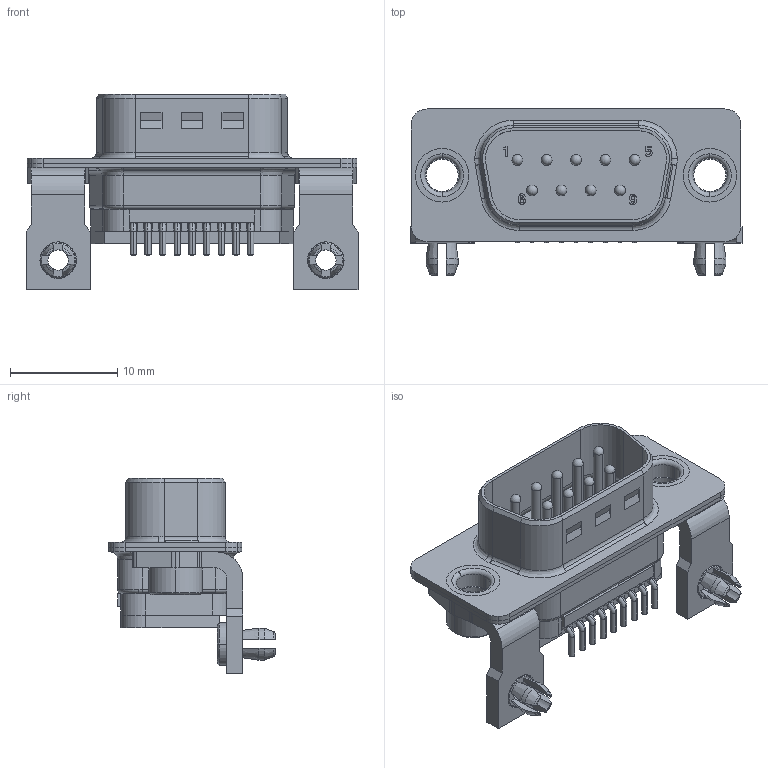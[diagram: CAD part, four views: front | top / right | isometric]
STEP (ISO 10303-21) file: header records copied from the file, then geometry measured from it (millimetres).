
FILE_DESCRIPTION((''),'2;1');
FILE_NAME('240117113.stp','2007-10-24T08:36:32',('martin.rickli'),(''),'Autodesk Inventor 9','Autodesk Inventor 9','');
FILE_SCHEMA(('AUTOMOTIVE_DESIGN { 1 0 10303 214 1 1 1 1 }'));
Length unit declared in the file: millimetre
Products named in the file (11): 060224; 00032a_09; R+B00477c; R+B00478c; R+B00143b; R+B00140; R+B00318; R+B00700; R+B00102c_male; DE011847; DE011849
Assembly tree (20 placements, depth 2):
  060224
    00032a_09
    R+B00477c  x5
    R+B00478c  x4
    R+B00143b
    R+B00140
    R+B00318  x2
    R+B00700  x2
    R+B00102c_male  x2
    DE011847
    DE011849
Bounding box: 31 x 15.5 x 18.3 mm (x, y, z)
Volume: 1774.9 mm3; surface area: 4996.9 mm2
Topology: 20 solids, 20 shells, 2160 faces, 5405 edges, 3328 vertices
Faces by surface type: plane 1583, cylinder 325, cone 98, bspline 79, torus 66, sphere 9
Entity records: 27490 total; most frequent: CARTESIAN_POINT 6998, ORIENTED_EDGE 4366, DIRECTION 4177, EDGE_CURVE 2183, AXIS2_PLACEMENT_3D 1507, VERTEX_POINT 1376, VECTOR 1163, LINE 1163
